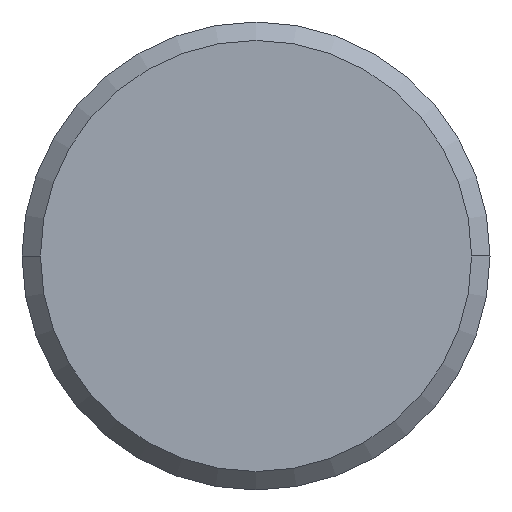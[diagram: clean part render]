
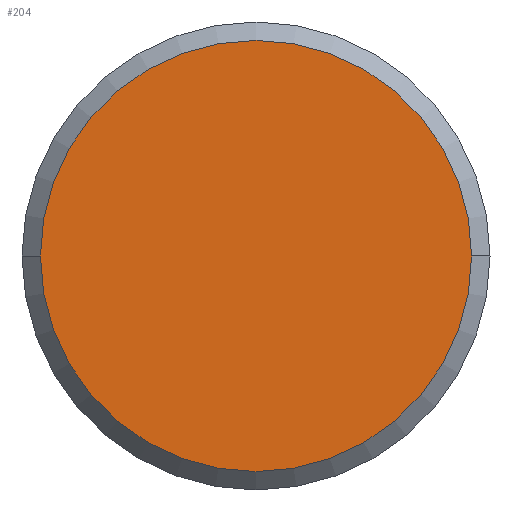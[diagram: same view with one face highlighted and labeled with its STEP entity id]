
A CAD part, left-side view. The second image highlights one B-rep face of the part: STEP entity #204.
In plain terms, the highlighted planar face has unit normal (-1, 0, 0).
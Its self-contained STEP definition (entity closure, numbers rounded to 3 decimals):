
#19 = CARTESIAN_POINT ( 'NONE',  ( -49.8, 0., 0. ) ) ;
#55 = DIRECTION ( 'NONE',  ( 0., 1., 0. ) ) ;
#72 = EDGE_LOOP ( 'NONE', ( #295, #323 ) ) ;
#87 = DIRECTION ( 'NONE',  ( 0., -1., 0. ) ) ;
#115 = AXIS2_PLACEMENT_3D ( 'NONE', #152, #261, #87 ) ;
#148 = CARTESIAN_POINT ( 'NONE',  ( -49.8, 0., 0. ) ) ;
#152 = CARTESIAN_POINT ( 'NONE',  ( -49.8, 0., 0. ) ) ;
#155 = EDGE_CURVE ( 'NONE', #269, #291, #213, .T. ) ;
#173 = EDGE_CURVE ( 'NONE', #291, #269, #205, .T. ) ;
#180 = DIRECTION ( 'NONE',  ( 0., 1., 0. ) ) ;
#204 = ADVANCED_FACE ( 'NONE', ( #320 ), #232, .T. ) ;
#205 = CIRCLE ( 'NONE', #351, 5.85 ) ;
#212 = CARTESIAN_POINT ( 'NONE',  ( -49.8, 5.85, 0. ) ) ;
#213 = CIRCLE ( 'NONE', #319, 5.85 ) ;
#230 = DIRECTION ( 'NONE',  ( 1., 0., 0. ) ) ;
#232 = PLANE ( 'NONE',  #115 ) ;
#261 = DIRECTION ( 'NONE',  ( -1., 0., 0. ) ) ;
#269 = VERTEX_POINT ( 'NONE', #212 ) ;
#284 = CARTESIAN_POINT ( 'NONE',  ( -49.8, -5.85, 0. ) ) ;
#291 = VERTEX_POINT ( 'NONE', #284 ) ;
#295 = ORIENTED_EDGE ( 'NONE', *, *, #155, .F. ) ;
#319 = AXIS2_PLACEMENT_3D ( 'NONE', #148, #330, #180 ) ;
#320 = FACE_OUTER_BOUND ( 'NONE', #72, .T. ) ;
#323 = ORIENTED_EDGE ( 'NONE', *, *, #173, .F. ) ;
#330 = DIRECTION ( 'NONE',  ( 1., 0., 0. ) ) ;
#351 = AXIS2_PLACEMENT_3D ( 'NONE', #19, #230, #55 ) ;
